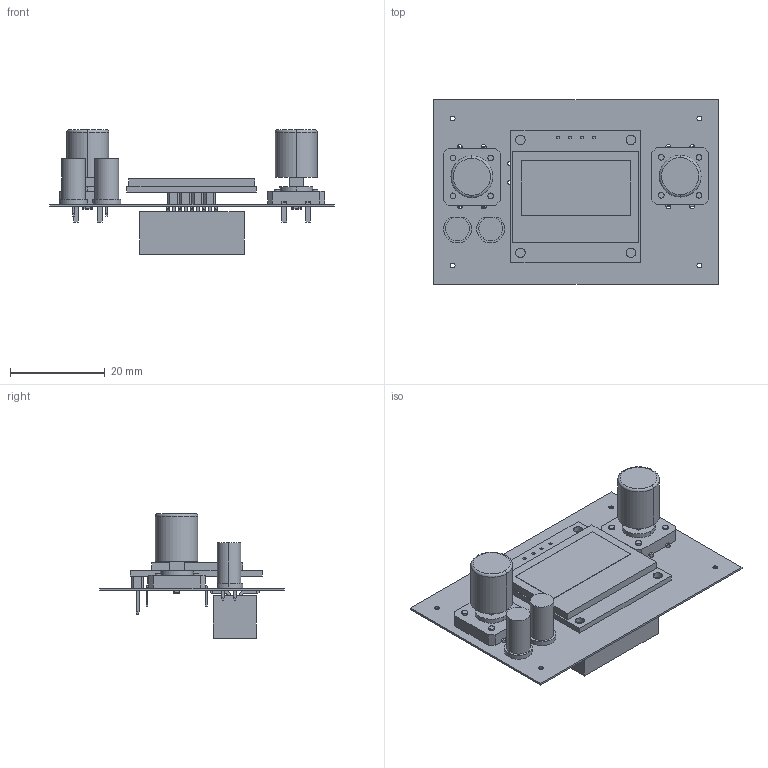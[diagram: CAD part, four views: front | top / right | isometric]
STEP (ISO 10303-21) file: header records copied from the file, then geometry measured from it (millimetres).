
FILE_DESCRIPTION(('Open CASCADE Model'),'2;1');
FILE_NAME('Open CASCADE Shape Model','2017-07-02T12:35:30',('Author'),( 'Open CASCADE'),'Open CASCADE STEP processor 6.8','Open CASCADE 6.8' ,'Unknown');
FILE_SCHEMA(('AUTOMOTIVE_DESIGN { 1 0 10303 214 1 1 1 1 }'));
Length unit declared in the file: millimetre
Products named in the file (26): PCB; Boardekr_; DISP1ekr_; SD1306_128x64; goldpin_2.54_plastik; plastik_goldpin_2.54; pin0.6_5.5mm; CON1ekr_; idc10_2.54mm_SMT; IDC10_2.54mm_obudowa; IDC_2.54mm_pin_SMT; BTN2ekr_; Tact12x12; BTN1ekr_; LED2ekr_; LED5mm_THT_plaskie_czolo_RED; LED5mm_THT_plaskie_czolo; pin_0.5_2.5mm; LED1ekr_; LED5mm_THT_plaskie_czolo_GREEN; C2ekr_; 0805capacitor; C1ekr_
Assembly tree (41 placements, depth 5):
  PCB
    Boardekr_
    DISP1ekr_
      SD1306_128x64
        SD1306_128x64
        goldpin_2.54_plastik  x4
          plastik_goldpin_2.54
          pin0.6_5.5mm
    CON1ekr_
      idc10_2.54mm_SMT
        IDC10_2.54mm_obudowa
        IDC_2.54mm_pin_SMT  x10
    BTN2ekr_
      Tact12x12
    BTN1ekr_
      Tact12x12
    LED2ekr_
      LED5mm_THT_plaskie_czolo_RED
        LED5mm_THT_plaskie_czolo
        pin_0.5_2.5mm  x2
    LED1ekr_
      LED5mm_THT_plaskie_czolo_GREEN
        LED5mm_THT_plaskie_czolo
        pin_0.5_2.5mm  x2
    C2ekr_
      0805capacitor
    C1ekr_
      0805capacitor
Bounding box: 60 x 39 x 26.24 mm (x, y, z)
Volume: 5616 mm3; surface area: 10704.7 mm2
Topology: 31 solids, 31 shells, 740 faces, 1732 edges, 1078 vertices
Faces by surface type: plane 530, cylinder 142, bspline 48, sphere 16, torus 4
Full cylindrical faces by diameter (mm): 0.6 x4, 0.8 x8, 1 x12
Entity records: 12918 total; most frequent: CARTESIAN_POINT 2847, DIRECTION 1712, ORIENTED_EDGE 1688, EDGE_CURVE 844, LINE 622, VECTOR 622, AXIS2_PLACEMENT_3D 545, VERTEX_POINT 536
